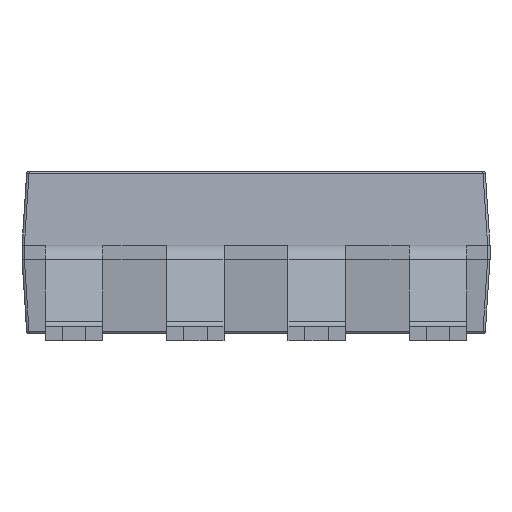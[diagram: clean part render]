
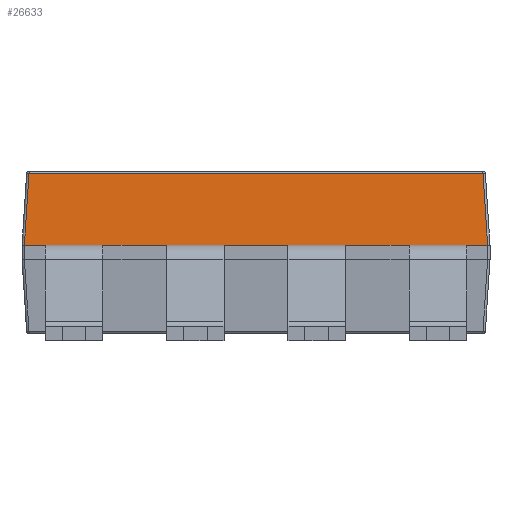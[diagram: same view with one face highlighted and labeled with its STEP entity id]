
A CAD part, left-side view. The second image highlights one B-rep face of the part: STEP entity #26633.
In plain terms, the highlighted planar face has unit normal (-0.998, 0, 0.064).
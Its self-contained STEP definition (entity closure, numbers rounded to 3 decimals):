
#206 = CARTESIAN_POINT ( 'NONE',  ( -3.103, 4.753, 3.403 ) ) ;
#246 = CARTESIAN_POINT ( 'NONE',  ( -3.103, 0., 3.403 ) ) ;
#429 = EDGE_CURVE ( 'NONE', #9341, #17717, #15138, .T. ) ;
#553 = PLANE ( 'NONE',  #6180 ) ;
#1159 = LINE ( 'NONE', #9428, #23735 ) ;
#1915 = CARTESIAN_POINT ( 'NONE',  ( -3.2, 0.67, 1.9 ) ) ;
#2087 = DIRECTION ( 'NONE',  ( 0., 1., 0. ) ) ;
#2191 = VECTOR ( 'NONE', #2525, 1000. ) ;
#2465 = EDGE_CURVE ( 'NONE', #5634, #21572, #16368, .T. ) ;
#2525 = DIRECTION ( 'NONE',  ( -0.064, 0.064, -0.996 ) ) ;
#2748 = LINE ( 'NONE', #7018, #9470 ) ;
#2909 = CARTESIAN_POINT ( 'NONE',  ( -3.2, 1.87, 1.9 ) ) ;
#3108 = CARTESIAN_POINT ( 'NONE',  ( -3.2, -4.41, 1.9 ) ) ;
#3403 = DIRECTION ( 'NONE',  ( 0., 1., 0. ) ) ;
#3649 = VECTOR ( 'NONE', #23561, 1000. ) ;
#3941 = LINE ( 'NONE', #246, #6255 ) ;
#4223 = VERTEX_POINT ( 'NONE', #206 ) ;
#4775 = ORIENTED_EDGE ( 'NONE', *, *, #2465, .F. ) ;
#5634 = VERTEX_POINT ( 'NONE', #20732 ) ;
#5909 = CARTESIAN_POINT ( 'NONE',  ( -3.2, -0.67, 1.9 ) ) ;
#6126 = ORIENTED_EDGE ( 'NONE', *, *, #19860, .F. ) ;
#6145 = VERTEX_POINT ( 'NONE', #1915 ) ;
#6180 = AXIS2_PLACEMENT_3D ( 'NONE', #23956, #24832, #8129 ) ;
#6255 = VECTOR ( 'NONE', #21092, 1000. ) ;
#7018 = CARTESIAN_POINT ( 'NONE',  ( -3.2, 4.9, 1.9 ) ) ;
#7097 = VECTOR ( 'NONE', #3403, 1000. ) ;
#7206 = DIRECTION ( 'NONE',  ( 0., 1., 0. ) ) ;
#7335 = VERTEX_POINT ( 'NONE', #17811 ) ;
#7414 = LINE ( 'NONE', #9888, #7097 ) ;
#7550 = VECTOR ( 'NONE', #23739, 1000. ) ;
#7650 = EDGE_CURVE ( 'NONE', #6145, #11286, #23292, .T. ) ;
#7802 = CARTESIAN_POINT ( 'NONE',  ( -3.103, -4.753, 3.403 ) ) ;
#7852 = ORIENTED_EDGE ( 'NONE', *, *, #22703, .F. ) ;
#8129 = DIRECTION ( 'NONE',  ( 0., 1., 0. ) ) ;
#8191 = ORIENTED_EDGE ( 'NONE', *, *, #25240, .F. ) ;
#8256 = VERTEX_POINT ( 'NONE', #12385 ) ;
#8983 = CARTESIAN_POINT ( 'NONE',  ( -3.2, 4.9, 1.9 ) ) ;
#9341 = VERTEX_POINT ( 'NONE', #24987 ) ;
#9428 = CARTESIAN_POINT ( 'NONE',  ( -3.2, 4.9, 1.9 ) ) ;
#9470 = VECTOR ( 'NONE', #10742, 1000. ) ;
#9686 = LINE ( 'NONE', #13745, #16249 ) ;
#9888 = CARTESIAN_POINT ( 'NONE',  ( -3.2, 4.9, 1.9 ) ) ;
#9908 = VERTEX_POINT ( 'NONE', #11937 ) ;
#9920 = EDGE_CURVE ( 'NONE', #19223, #9341, #7414, .T. ) ;
#10742 = DIRECTION ( 'NONE',  ( 0., 1., 0. ) ) ;
#10835 = EDGE_CURVE ( 'NONE', #19702, #4223, #3941, .T. ) ;
#10941 = CARTESIAN_POINT ( 'NONE',  ( -3.2, 4.9, 1.9 ) ) ;
#11286 = VERTEX_POINT ( 'NONE', #2909 ) ;
#11807 = ORIENTED_EDGE ( 'NONE', *, *, #9920, .F. ) ;
#11937 = CARTESIAN_POINT ( 'NONE',  ( -3.2, 4.85, 1.9 ) ) ;
#12345 = VECTOR ( 'NONE', #15006, 1000. ) ;
#12385 = CARTESIAN_POINT ( 'NONE',  ( -3.2, -3.21, 1.9 ) ) ;
#13423 = ORIENTED_EDGE ( 'NONE', *, *, #7650, .F. ) ;
#13607 = VECTOR ( 'NONE', #23507, 1000. ) ;
#13745 = CARTESIAN_POINT ( 'NONE',  ( -3.2, 4.9, 1.9 ) ) ;
#13950 = ORIENTED_EDGE ( 'NONE', *, *, #24471, .F. ) ;
#13963 = DIRECTION ( 'NONE',  ( 0., 1., 0. ) ) ;
#14126 = EDGE_CURVE ( 'NONE', #19223, #19702, #22802, .T. ) ;
#14463 = EDGE_CURVE ( 'NONE', #11286, #23793, #2748, .T. ) ;
#14859 = LINE ( 'NONE', #27093, #2191 ) ;
#15006 = DIRECTION ( 'NONE',  ( 0., 1., 0. ) ) ;
#15075 = FACE_OUTER_BOUND ( 'NONE', #15322, .T. ) ;
#15138 = LINE ( 'NONE', #16936, #13607 ) ;
#15316 = ORIENTED_EDGE ( 'NONE', *, *, #25905, .T. ) ;
#15322 = EDGE_LOOP ( 'NONE', ( #17464, #15316, #7852, #13950, #6126, #18039, #13423, #20083, #4775, #18244, #8191, #20772, #11807, #23751 ) ) ;
#15331 = CARTESIAN_POINT ( 'NONE',  ( -3.2, 4.9, 1.9 ) ) ;
#16249 = VECTOR ( 'NONE', #22120, 1000. ) ;
#16368 = LINE ( 'NONE', #20883, #21741 ) ;
#16506 = DIRECTION ( 'NONE',  ( 0.064, 0.064, 0.996 ) ) ;
#16936 = CARTESIAN_POINT ( 'NONE',  ( -3.2, 4.9, 1.9 ) ) ;
#17339 = LINE ( 'NONE', #25426, #17551 ) ;
#17464 = ORIENTED_EDGE ( 'NONE', *, *, #10835, .T. ) ;
#17551 = VECTOR ( 'NONE', #13963, 1000. ) ;
#17717 = VERTEX_POINT ( 'NONE', #3108 ) ;
#17811 = CARTESIAN_POINT ( 'NONE',  ( -3.2, 4.85, 1.9 ) ) ;
#17914 = CARTESIAN_POINT ( 'NONE',  ( -3.2, 4.9, 1.9 ) ) ;
#18039 = ORIENTED_EDGE ( 'NONE', *, *, #14463, .F. ) ;
#18214 = VECTOR ( 'NONE', #16506, 1000. ) ;
#18244 = ORIENTED_EDGE ( 'NONE', *, *, #21277, .F. ) ;
#19223 = VERTEX_POINT ( 'NONE', #25559 ) ;
#19702 = VERTEX_POINT ( 'NONE', #7802 ) ;
#19801 = VERTEX_POINT ( 'NONE', #23623 ) ;
#19860 = EDGE_CURVE ( 'NONE', #23793, #19801, #23773, .T. ) ;
#20083 = ORIENTED_EDGE ( 'NONE', *, *, #22252, .F. ) ;
#20621 = CARTESIAN_POINT ( 'NONE',  ( -3.08, -4.73, 3.754 ) ) ;
#20732 = CARTESIAN_POINT ( 'NONE',  ( -3.2, -1.87, 1.9 ) ) ;
#20772 = ORIENTED_EDGE ( 'NONE', *, *, #429, .F. ) ;
#20883 = CARTESIAN_POINT ( 'NONE',  ( -3.2, 4.9, 1.9 ) ) ;
#21092 = DIRECTION ( 'NONE',  ( 0., 1., 0. ) ) ;
#21277 = EDGE_CURVE ( 'NONE', #8256, #5634, #1159, .T. ) ;
#21572 = VERTEX_POINT ( 'NONE', #5909 ) ;
#21741 = VECTOR ( 'NONE', #2087, 1000. ) ;
#21821 = LINE ( 'NONE', #8983, #7550 ) ;
#21993 = DIRECTION ( 'NONE',  ( 0., 1., 0. ) ) ;
#22120 = DIRECTION ( 'NONE',  ( 0., 1., 0. ) ) ;
#22252 = EDGE_CURVE ( 'NONE', #21572, #6145, #21821, .T. ) ;
#22703 = EDGE_CURVE ( 'NONE', #7335, #9908, #25580, .T. ) ;
#22802 = LINE ( 'NONE', #20621, #18214 ) ;
#23292 = LINE ( 'NONE', #15331, #3649 ) ;
#23507 = DIRECTION ( 'NONE',  ( 0., 1., 0. ) ) ;
#23561 = DIRECTION ( 'NONE',  ( 0., 1., 0. ) ) ;
#23623 = CARTESIAN_POINT ( 'NONE',  ( -3.2, 4.41, 1.9 ) ) ;
#23697 = VECTOR ( 'NONE', #7206, 1000. ) ;
#23735 = VECTOR ( 'NONE', #21993, 1000. ) ;
#23739 = DIRECTION ( 'NONE',  ( 0., 1., 0. ) ) ;
#23751 = ORIENTED_EDGE ( 'NONE', *, *, #14126, .T. ) ;
#23773 = LINE ( 'NONE', #17914, #23697 ) ;
#23793 = VERTEX_POINT ( 'NONE', #26347 ) ;
#23956 = CARTESIAN_POINT ( 'NONE',  ( -3.1, 0., 3.45 ) ) ;
#24471 = EDGE_CURVE ( 'NONE', #19801, #7335, #17339, .T. ) ;
#24832 = DIRECTION ( 'NONE',  ( -0.998, 0., 0.064 ) ) ;
#24987 = CARTESIAN_POINT ( 'NONE',  ( -3.2, -4.85, 1.9 ) ) ;
#25240 = EDGE_CURVE ( 'NONE', #17717, #8256, #9686, .T. ) ;
#25426 = CARTESIAN_POINT ( 'NONE',  ( -3.2, 4.9, 1.9 ) ) ;
#25559 = CARTESIAN_POINT ( 'NONE',  ( -3.2, -4.85, 1.9 ) ) ;
#25580 = LINE ( 'NONE', #10941, #12345 ) ;
#25905 = EDGE_CURVE ( 'NONE', #4223, #9908, #14859, .T. ) ;
#26347 = CARTESIAN_POINT ( 'NONE',  ( -3.2, 3.21, 1.9 ) ) ;
#26633 = ADVANCED_FACE ( 'NONE', ( #15075 ), #553, .T. ) ;
#27093 = CARTESIAN_POINT ( 'NONE',  ( -3.08, 4.73, 3.754 ) ) ;
